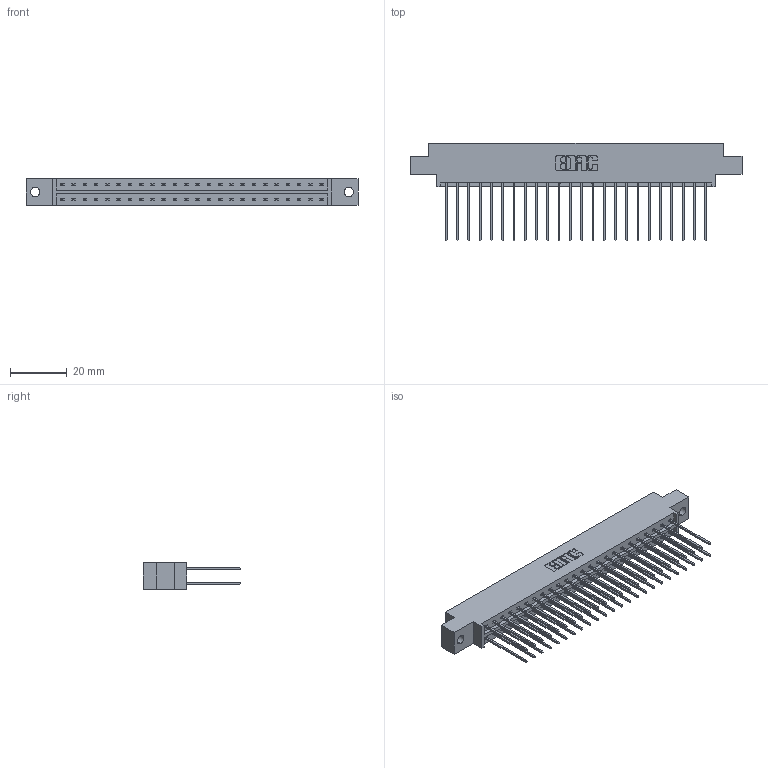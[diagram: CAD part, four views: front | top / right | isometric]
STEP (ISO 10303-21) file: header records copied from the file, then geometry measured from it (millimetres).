
FILE_DESCRIPTION (( 'STEP AP203' ), '1' );
FILE_NAME ('833-048-541-802.STEP', '2020-06-04T16:01:26', ( '' ), ( '' ), 'SwSTEP 2.0', 'SolidWorks 2020', '' );
FILE_SCHEMA (( 'CONFIG_CONTROL_DESIGN' ));
Length unit declared in the file: inch
Products named in the file (3): 833-048-541-802; 833 Part_Offset - .128 Dia; 345-292-001_345-293-141
Assembly tree (49 placements, depth 2):
  833-048-541-802
    833 Part_Offset - .128 Dia
    345-292-001_345-293-141  x48
Bounding box: 116.64 x 34.3 x 9.4 mm (x, y, z)
Volume: 11750.5 mm3; surface area: 15017.4 mm2
Topology: 49 solids, 49 shells, 2614 faces, 7763 edges, 5110 vertices
Faces by surface type: plane 1802, cylinder 812
Entity records: 17921 total; most frequent: CARTESIAN_POINT 2994, ORIENTED_EDGE 2930, DIRECTION 2589, EDGE_CURVE 1465, VECTOR 1337, LINE 1337, VERTEX_POINT 974, AXIS2_PLACEMENT_3D 626
